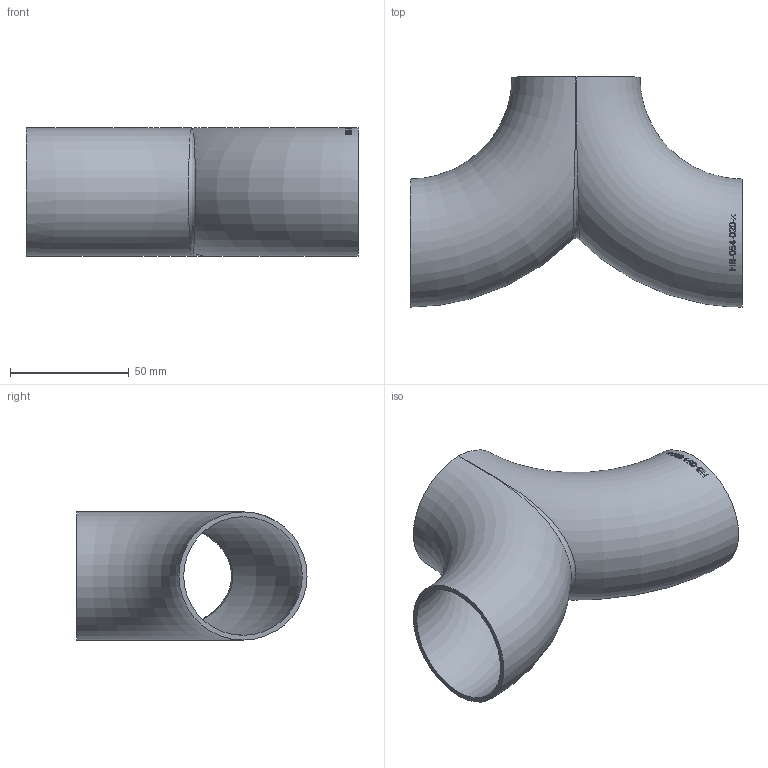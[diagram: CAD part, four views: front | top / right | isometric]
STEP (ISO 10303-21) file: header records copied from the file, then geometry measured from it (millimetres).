
FILE_DESCRIPTION (( 'STEP AP214' ), '1' );
FILE_NAME ('HB-054-020-x Hosenbogen 1909.STEP', '2019-09-16T15:11:52', ( '' ), ( '' ), 'SwSTEP 2.0', 'SolidWorks 2016', '' );
FILE_SCHEMA (( 'AUTOMOTIVE_DESIGN' ));
Length unit declared in the file: millimetre
Products named in the file (1): HB-054-020-x Hosenbogen 1909
Bounding box: 140 x 97 x 54.01 mm (x, y, z)
Volume: 54562.8 mm3; surface area: 55494 mm2
Topology: 1 solids, 1 shells, 148 faces, 385 edges, 252 vertices
Faces by surface type: plane 78, bspline 48, torus 22
Entity records: 9799 total; most frequent: CARTESIAN_POINT 5306, ORIENTED_EDGE 750, EDGE_CURVE 375, DIRECTION 339, VERTEX_POINT 250, B_SPLINE_CURVE_WITH_KNOTS 246, EDGE_LOOP 173, FACE_OUTER_BOUND 152
